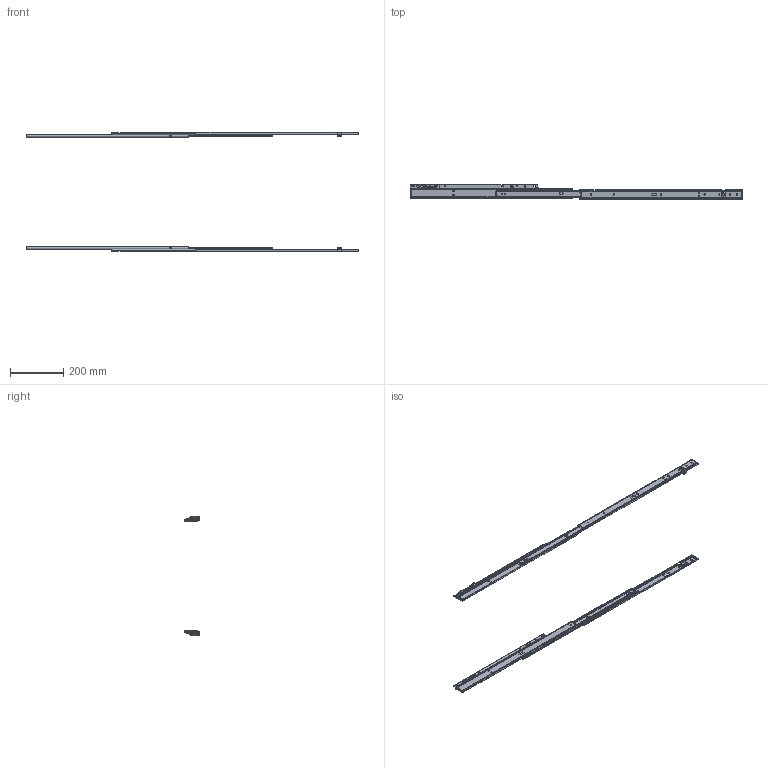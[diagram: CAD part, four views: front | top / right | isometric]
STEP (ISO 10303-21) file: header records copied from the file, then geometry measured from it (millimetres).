
FILE_DESCRIPTION (( 'STEP AP203' ), '1' );
FILE_NAME ('3534-24L R.STEP', '2021-05-07T23:46:19', ( '' ), ( '' ), 'SwSTEP 2.0', 'SolidWorks 2019', '' );
FILE_SCHEMA (( 'CONFIG_CONTROL_DESIGN' ));
Length unit declared in the file: millimetre
Products named in the file (19): PN114; PN113A-4L; PN113-4R; 3534-24L R; 3534-24R IM僉儍價懁; PN113山; PN43; PN102リベット; PN113-4L; 3534-24R OM僉儍價懁; PN26; 3534-24R OM僪儘懁; 3534-24R IM僪儘懁; 3534-24L OM僉儍價懁; 3534-24L IM僪儘懁; 3534-24L IM僉儍價懁; PN113A-4R; PN115; 3534-24L OM僪儘懁
Assembly tree (28 placements, depth 3):
  3534-24L R
    3534-24L OM僉儍價懁
    PN26  x4
    3534-24L IM僉儍價懁
    3534-24L IM僪儘懁
    3534-24L OM僪儘懁
    PN113A-4L
      PN113-4L
      PN113山
    PN114  x2
    PN115  x2
    3534-24R OM僉儍價懁
    3534-24R IM僉儍價懁
    3534-24R IM僪儘懁
    3534-24R OM僪儘懁
    PN113A-4R
      PN113-4R
      PN113山
    PN102リベット  x4
    PN43  x2
Bounding box: 1249 x 54.6 x 450.2 mm (x, y, z)
Volume: 333253.5 mm3; surface area: 457873.3 mm2
Topology: 26 solids, 26 shells, 1426 faces, 3830 edges, 2496 vertices
Faces by surface type: plane 748, cylinder 522, bspline 84, torus 56, cone 8, sphere 8
Entity records: 51077 total; most frequent: CARTESIAN_POINT 16359, ORIENTED_EDGE 6928, DIRECTION 6634, EDGE_CURVE 3464, AXIS2_PLACEMENT_3D 2323, VERTEX_POINT 2258, VECTOR 1988, LINE 1988
